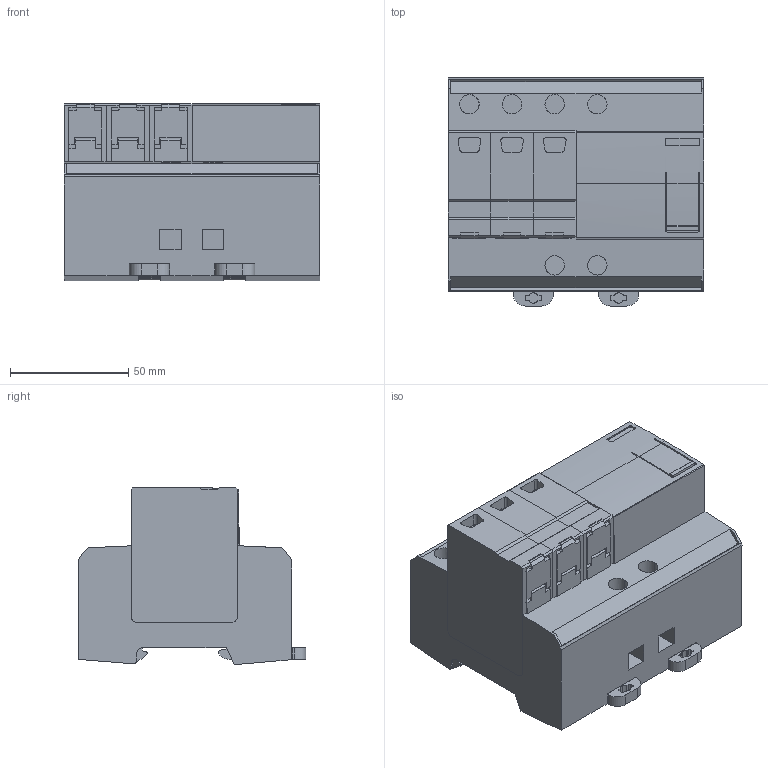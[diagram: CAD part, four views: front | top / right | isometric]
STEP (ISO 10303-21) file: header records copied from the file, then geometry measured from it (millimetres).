
FILE_DESCRIPTION(('CATIA V5 STEP Exchange','CAx-IF Rec.Pracs.--- Model Styling and Organization---1.4--- 2014-01-23'),'2;1');
FILE_NAME ('D1472184_0', '2021-01-28T14:04:03+00:00', ('none'), ('Weidmueller'), 'CATIA Version 5-6 Release 2016 SP3 HF44', 'CATIA V5 STEP AP214', 'none');
FILE_SCHEMA(('AUTOMOTIVE_DESIGN { 1 0 10303 214 1 1 1 1 }'));
Length unit declared in the file: millimetre
Products named in the file (1): S3D_VPU_IOT_AC_II_3-1_300-50
Bounding box: 108 x 96.23 x 74.87 mm (x, y, z)
Volume: 551423.8 mm3; surface area: 93187.1 mm2
Topology: 25 solids, 25 shells, 809 faces, 2312 edges, 1597 vertices
Faces by surface type: plane 578, cylinder 153, extrusion 78
Entity records: 27855 total; most frequent: CARTESIAN_POINT 7066, ORIENTED_EDGE 4624, DIRECTION 3160, EDGE_CURVE 2312, VECTOR 1793, LINE 1715, VERTEX_POINT 1597, EDGE_LOOP 859
